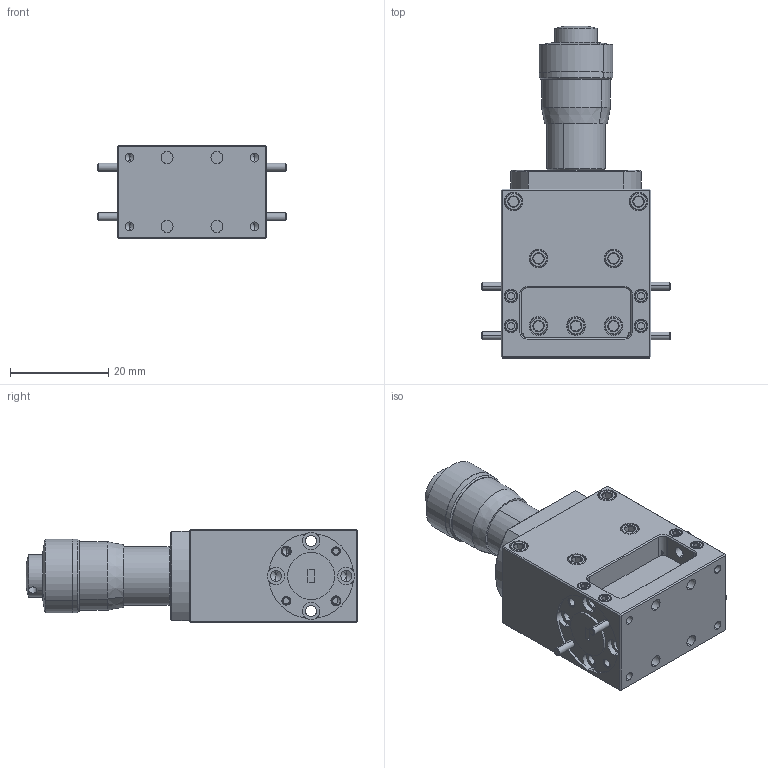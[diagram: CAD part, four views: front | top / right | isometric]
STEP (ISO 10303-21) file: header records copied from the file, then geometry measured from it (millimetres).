
FILE_DESCRIPTION (( 'STEP AP203' ), '1' );
FILE_NAME ('TA-MW-A-1.2.STEP', '2022-10-20T18:56:04', ( '' ), ( '' ), 'SwSTEP 2.0', 'SolidWorks 2021', '' );
FILE_SCHEMA (( 'CONFIG_CONTROL_DESIGN' ));
Length unit declared in the file: inch
Products named in the file (1): TA-MW-A-1.2
Bounding box: 38.23 x 67.45 x 19.05 mm (x, y, z)
Volume: 22525.4 mm3; surface area: 8994.9 mm2
Topology: 16 solids, 21 shells, 710 faces, 1488 edges, 862 vertices
Faces by surface type: plane 254, cone 247, cylinder 208, bspline 1
Entity records: 19196 total; most frequent: CARTESIAN_POINT 3877, DIRECTION 3402, ORIENTED_EDGE 2928, EDGE_CURVE 1464, AXIS2_PLACEMENT_3D 1365, VERTEX_POINT 862, EDGE_LOOP 810, FACE_OUTER_BOUND 710
